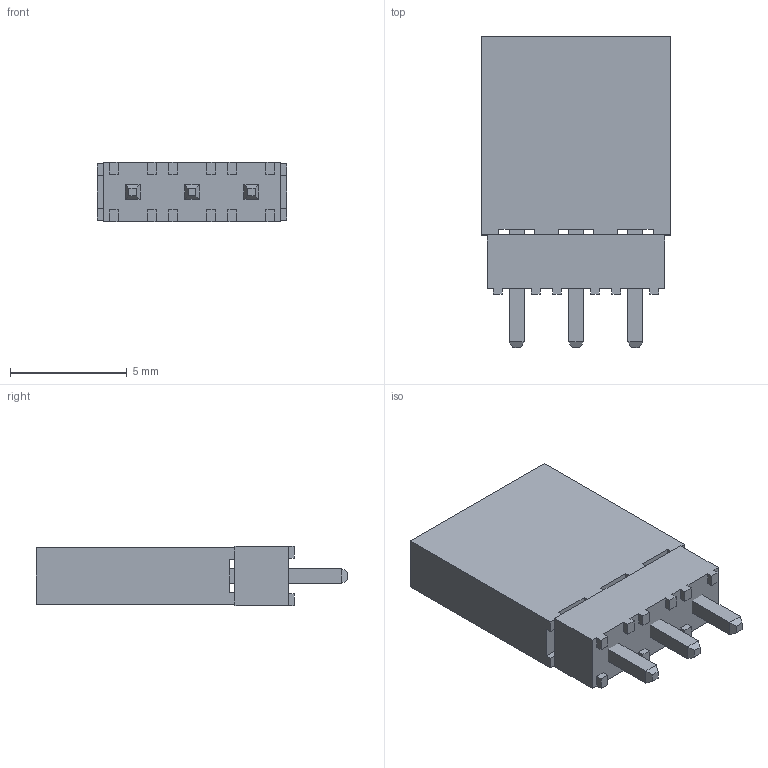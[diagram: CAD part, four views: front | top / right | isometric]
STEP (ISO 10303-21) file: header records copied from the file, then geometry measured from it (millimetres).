
FILE_DESCRIPTION( ( 'STEP AP214' ), ' ' );
FILE_NAME( 'ESQ-103-12-G-S-LL.stp', '2016-12-22T14:10:58', ( '' ), ( '' ), ' ', 'PARTsolutions', ' ' );
FILE_SCHEMA( ( 'AUTOMOTIVE_DESIGN { 1 0 10303 214 1 1 1 1 }' ) );
Length unit declared in the file: inch
Products named in the file (4): ESQ-103-12-G-S-LL; _ESQ-103-12-G-S-LL_socket; _ESQ-103-12-G-S-LL_pins; _ESQ-103-12-G-S-LL_bpins
Assembly tree (3 placements, depth 2):
  ESQ-103-12-G-S-LL
    _ESQ-103-12-G-S-LL_socket
    _ESQ-103-12-G-S-LL_pins
    _ESQ-103-12-G-S-LL_bpins
Bounding box: 8.13 x 13.34 x 2.54 mm (x, y, z)
Volume: 205 mm3; surface area: 476.9 mm2
Topology: 3 solids, 3 shells, 175 faces, 468 edges, 308 vertices
Faces by surface type: plane 172, cylinder 3
Entity records: 6802 total; most frequent: CARTESIAN_POINT 955, ORIENTED_EDGE 936, DIRECTION 832, EDGE_CURVE 468, LINE 462, VECTOR 462, VERTEX_POINT 308, AXIS2_PLACEMENT_3D 185
